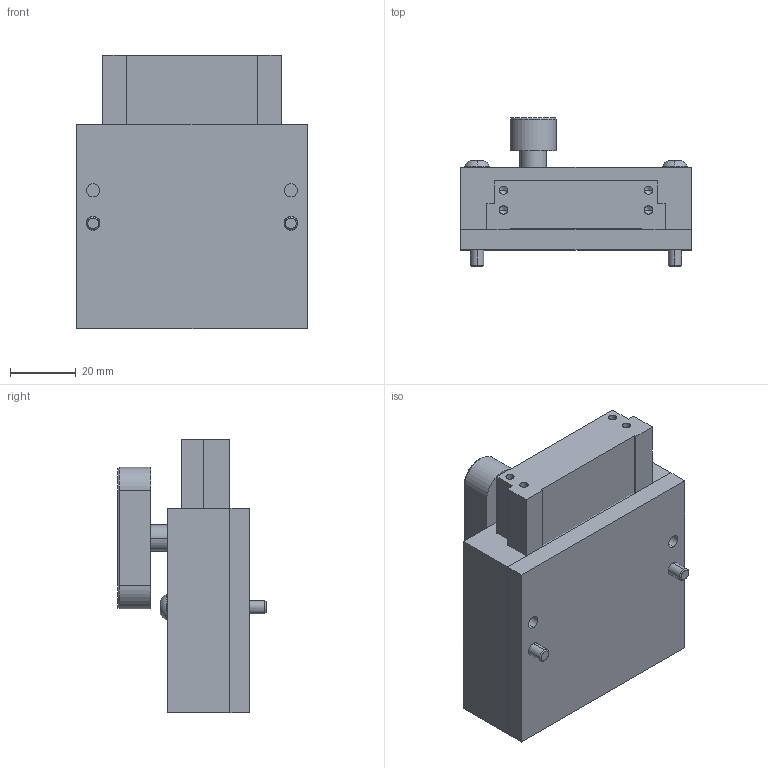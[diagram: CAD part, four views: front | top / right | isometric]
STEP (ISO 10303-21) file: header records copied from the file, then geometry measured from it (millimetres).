
FILE_DESCRIPTION (( 'STEP AP214' ), '1' );
FILE_NAME ('41070~3_MaxHub.STEP', '2017-12-22T07:58:25', ( '' ), ( '' ), 'SwSTEP 2.0', 'SolidWorks 2016', '' );
FILE_SCHEMA (( 'AUTOMOTIVE_DESIGN' ));
Length unit declared in the file: millimetre
Products named in the file (8): 46895~3_KUNDE_MaxHub<Standard>; 46384~0_KUNDE<Standard>; 46381~0_KUNDE<Standard>; ISO7380~n_M04,0x030; 46383~0_KUNDE<Standard>; 46382~1_KUNDE<Standard>; 41070~3_MaxHub; 46386~1_S
Assembly tree (8 placements, depth 3):
  41070~3_MaxHub
    46895~3_KUNDE_MaxHub<Standard>
      46383~0_KUNDE<Standard>
      46381~0_KUNDE<Standard>
      46382~1_KUNDE<Standard>
      46384~0_KUNDE<Standard>
      46386~1_S
      ISO7380~n_M04,0x030  x2
Bounding box: 70 x 45 x 83 mm (x, y, z)
Volume: 160851.6 mm3; surface area: 39580.9 mm2
Topology: 7 solids, 8 shells, 318 faces, 808 edges, 528 vertices
Faces by surface type: plane 161, cylinder 97, bspline 42, cone 14, torus 4
Entity records: 11477 total; most frequent: CARTESIAN_POINT 4286, ORIENTED_EDGE 1458, DIRECTION 1311, EDGE_CURVE 729, LINE 489, VECTOR 489, VERTEX_POINT 482, AXIS2_PLACEMENT_3D 411
